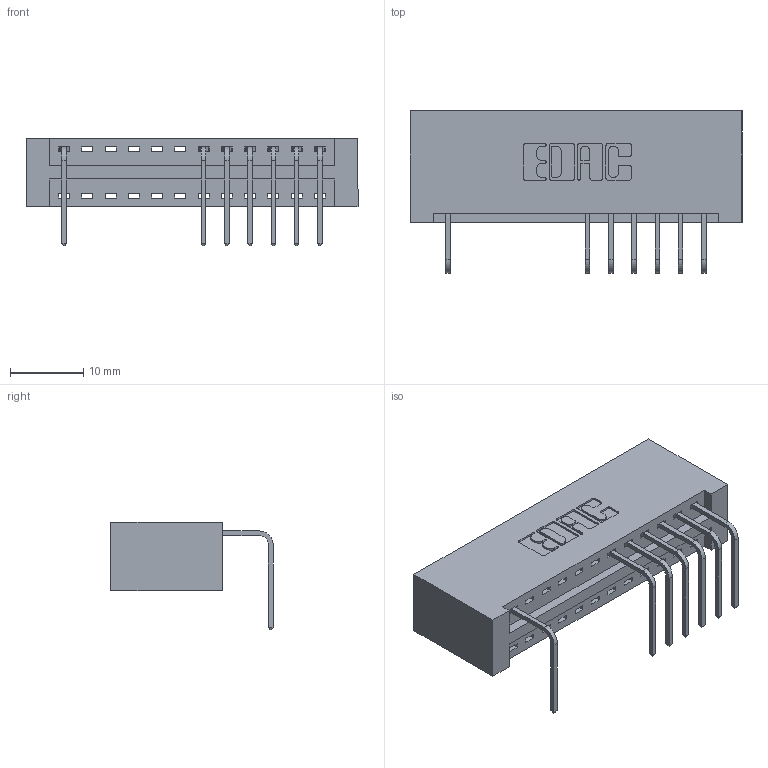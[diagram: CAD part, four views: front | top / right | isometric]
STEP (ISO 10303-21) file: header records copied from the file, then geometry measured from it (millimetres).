
FILE_DESCRIPTION (( 'STEP AP203' ), '1' );
FILE_NAME ('346-012-558-101.STEP', '2018-08-19T22:56:48', ( '' ), ( '' ), 'SwSTEP 2.0', 'SolidWorks 2016', '' );
FILE_SCHEMA (( 'CONFIG_CONTROL_DESIGN' ));
Length unit declared in the file: inch
Products named in the file (3): 346 Part_No Mounting Lugs; 345-292-001_558 Tail - 2; 346-012-558-101
Assembly tree (8 placements, depth 2):
  346-012-558-101
    346 Part_No Mounting Lugs
    345-292-001_558 Tail - 2  x7
Bounding box: 45.34 x 22.16 x 14.73 mm (x, y, z)
Volume: 4648.8 mm3; surface area: 5393.2 mm2
Topology: 8 solids, 8 shells, 594 faces, 1789 edges, 1182 vertices
Faces by surface type: plane 416, cylinder 178
Entity records: 11133 total; most frequent: CARTESIAN_POINT 1947, ORIENTED_EDGE 1898, DIRECTION 1743, EDGE_CURVE 949, VECTOR 777, LINE 777, VERTEX_POINT 630, AXIS2_PLACEMENT_3D 483
